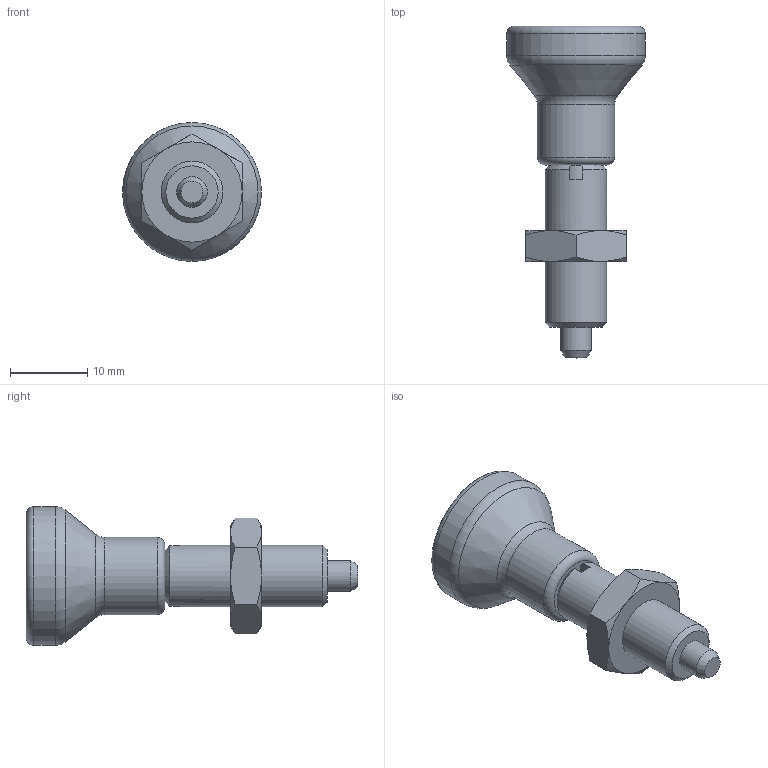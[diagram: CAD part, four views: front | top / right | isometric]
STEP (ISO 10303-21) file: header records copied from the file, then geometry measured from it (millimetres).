
FILE_DESCRIPTION( ( 'STEP AP214' ), '1' );
FILE_NAME( 'K0634.112004__H_ENTSPANNT_.stp', '2020-12-09T09:46:15', ( '' ), ( '' ), ' ', 'PARTsolutions', ' ' );
FILE_SCHEMA( ( 'AUTOMOTIVE_DESIGN { 1 0 10303 214 1 1 1 1 }' ) );
Length unit declared in the file: millimetre
Products named in the file (1): _K0634.112004_(H_ENTSPANNT)
Bounding box: 18 x 43 x 18 mm (x, y, z)
Volume: 3963.2 mm3; surface area: 1959.7 mm2
Topology: 1 solids, 1 shells, 47 faces, 105 edges, 64 vertices
Faces by surface type: plane 18, cone 17, cylinder 7, torus 4, sphere 1
Full cylindrical faces by diameter (mm): 4 x1, 8 x2, 10 x1, 18 x1
Entity records: 1680 total; most frequent: CARTESIAN_POINT 345, DIRECTION 194, ORIENTED_EDGE 176, EDGE_CURVE 88, AXIS2_PLACEMENT_3D 86, EDGE_LOOP 64, VERTEX_POINT 61, FACE_OUTER_BOUND 56
